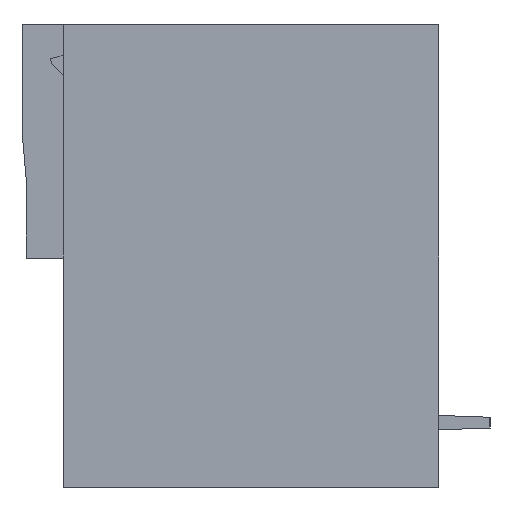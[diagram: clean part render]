
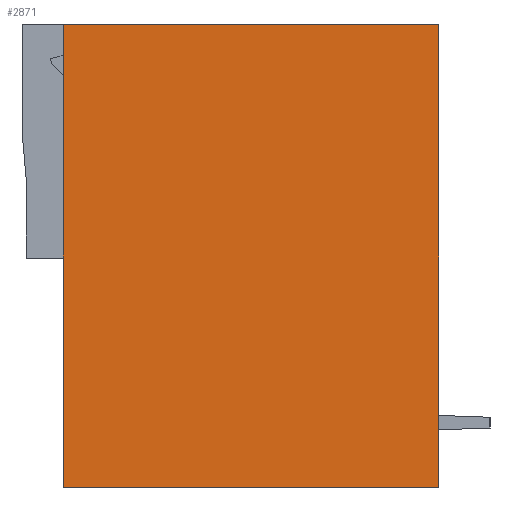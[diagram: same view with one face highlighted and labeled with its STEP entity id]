
A CAD part, left-side view. The second image highlights one B-rep face of the part: STEP entity #2871.
In plain terms, the highlighted planar face has unit normal (-1, 0, 0).
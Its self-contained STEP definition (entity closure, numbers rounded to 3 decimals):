
#2844=AXIS2_PLACEMENT_3D('Plane Axis2P3D',#2841,#2842,#2843) ;
#687=CARTESIAN_POINT('Vertex',(-52.5,0.,-45.)) ;
#690=CARTESIAN_POINT('Line Origine',(-52.5,0.,-22.5)) ;
#694=CARTESIAN_POINT('Vertex',(-52.5,0.,0.)) ;
#2841=CARTESIAN_POINT('Axis2P3D Location',(-52.5,0.,0.)) ;
#2846=CARTESIAN_POINT('Line Origine',(-52.5,-18.25,0.)) ;
#2850=CARTESIAN_POINT('Vertex',(-52.5,-36.5,0.)) ;
#2853=CARTESIAN_POINT('Line Origine',(-52.5,-18.25,-45.)) ;
#2857=CARTESIAN_POINT('Vertex',(-52.5,-36.5,-45.)) ;
#2860=CARTESIAN_POINT('Line Origine',(-52.5,-36.5,-22.5)) ;
#691=DIRECTION('Vector Direction',(0.,0.,1.)) ;
#2842=DIRECTION('Axis2P3D Direction',(1.,0.,0.)) ;
#2843=DIRECTION('Axis2P3D XDirection',(0.,1.,0.)) ;
#2847=DIRECTION('Vector Direction',(0.,1.,0.)) ;
#2854=DIRECTION('Vector Direction',(0.,1.,0.)) ;
#2861=DIRECTION('Vector Direction',(0.,0.,1.)) ;
#692=VECTOR('Line Direction',#691,1.) ;
#2848=VECTOR('Line Direction',#2847,1.) ;
#2855=VECTOR('Line Direction',#2854,1.) ;
#2862=VECTOR('Line Direction',#2861,1.) ;
#2866=ORIENTED_EDGE('',*,*,#2852,.F.) ;
#2867=ORIENTED_EDGE('',*,*,#696,.F.) ;
#2868=ORIENTED_EDGE('',*,*,#2859,.T.) ;
#2869=ORIENTED_EDGE('',*,*,#2864,.T.) ;
#2871=ADVANCED_FACE('Hauptkoerper nicht benutzen',(#2870),#2845,.F.) ;
#696=EDGE_CURVE('',#688,#695,#693,.T.) ;
#2852=EDGE_CURVE('',#695,#2851,#2849,.F.) ;
#2859=EDGE_CURVE('',#688,#2858,#2856,.F.) ;
#2864=EDGE_CURVE('',#2858,#2851,#2863,.T.) ;
#2865=EDGE_LOOP('',(#2866,#2867,#2868,#2869)) ;
#2870=FACE_OUTER_BOUND('',#2865,.T.) ;
#693=LINE('Line',#690,#692) ;
#2849=LINE('Line',#2846,#2848) ;
#2856=LINE('Line',#2853,#2855) ;
#2863=LINE('Line',#2860,#2862) ;
#2845=PLANE('Plane',#2844) ;
#688=VERTEX_POINT('',#687) ;
#695=VERTEX_POINT('',#694) ;
#2851=VERTEX_POINT('',#2850) ;
#2858=VERTEX_POINT('',#2857) ;
